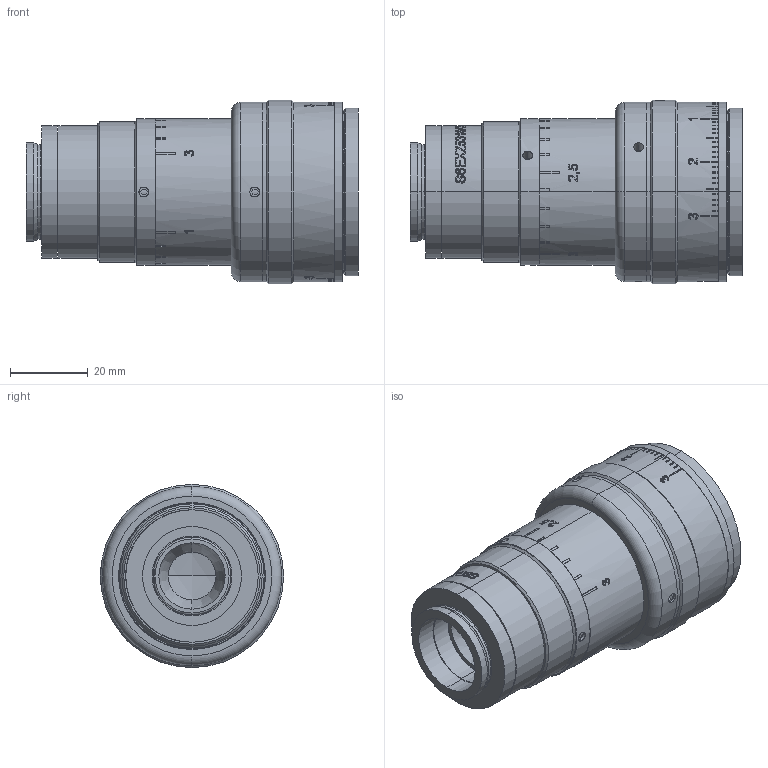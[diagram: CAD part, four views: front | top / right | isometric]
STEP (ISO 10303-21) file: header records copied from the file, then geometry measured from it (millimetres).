
FILE_DESCRIPTION (( 'STEP AP203' ), '1' );
FILE_NAME ('S6EXZ5310_075_04.STEP', '2013-12-19T13:13:13', ( 'poweredge' ), ( 'Hewlett-Packard Company' ), 'SwSTEP 2.0', 'SolidWorks 2013', '' );
FILE_SCHEMA (( 'CONFIG_CONTROL_DESIGN' ));
Length unit declared in the file: millimetre
Products named in the file (1): S6EXZ5310_075_04
Bounding box: 85.18 x 47 x 47 mm (x, y, z)
Surface area: 24120.8 mm2 (no closed solid volume)
Topology: 0 solids, 15 shells, 744 faces, 2723 edges, 1876 vertices
Faces by surface type: plane 314, bspline 216, cylinder 177, cone 20, torus 15, sphere 2
Entity records: 53868 total; most frequent: CARTESIAN_POINT 33197, ORIENTED_EDGE 4477, DIRECTION 3428, EDGE_CURVE 2723, VERTEX_POINT 1876, AXIS2_PLACEMENT_3D 1213, B_SPLINE_CURVE_WITH_KNOTS 1037, VECTOR 1002
